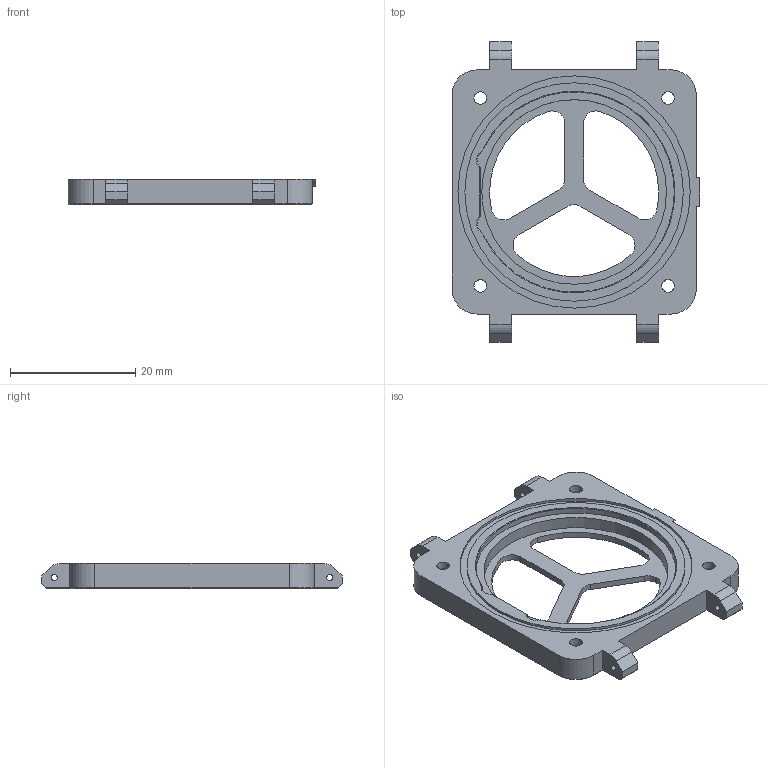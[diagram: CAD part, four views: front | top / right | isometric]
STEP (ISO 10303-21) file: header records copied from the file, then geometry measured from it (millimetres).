
FILE_DESCRIPTION (( 'STEP AP203' ), '1' );
FILE_NAME ('Fond V4.STEP', '2024-11-09T14:22:37', ( '' ), ( '' ), 'SwSTEP 2.0', 'SolidWorks 2024', '' );
FILE_SCHEMA (( 'CONFIG_CONTROL_DESIGN' ));
Length unit declared in the file: millimetre
Products named in the file (1): Fond V4
Bounding box: 39.6 x 48 x 4 mm (x, y, z)
Volume: 3424.3 mm3; surface area: 3634.4 mm2
Topology: 1 solids, 1 shells, 140 faces, 359 edges, 229 vertices
Faces by surface type: plane 63, cylinder 59, cone 18
Entity records: 4374 total; most frequent: DIRECTION 775, CARTESIAN_POINT 735, ORIENTED_EDGE 718, EDGE_CURVE 359, AXIS2_PLACEMENT_3D 277, VERTEX_POINT 229, VECTOR 221, LINE 221
